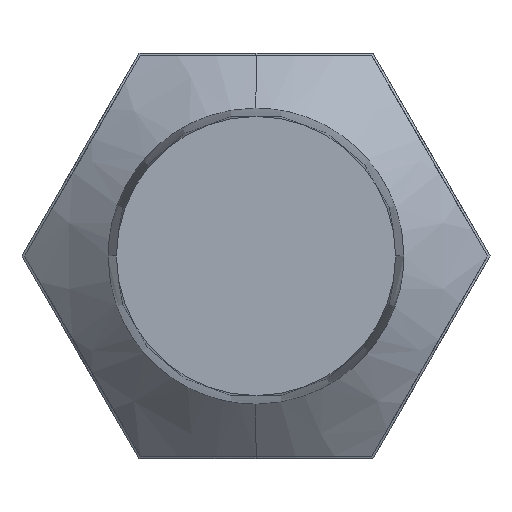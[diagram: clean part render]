
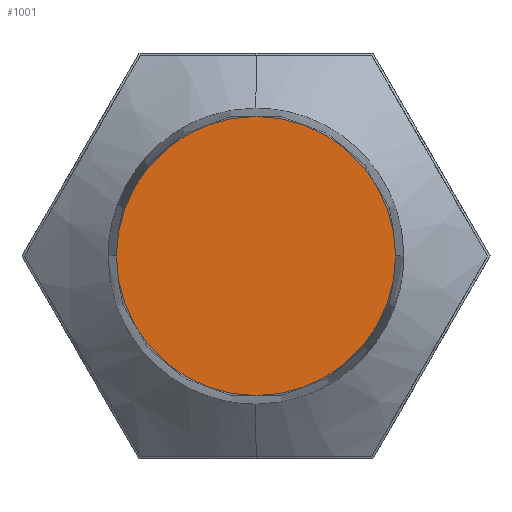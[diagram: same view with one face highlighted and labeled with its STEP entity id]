
A CAD part, front view. The second image highlights one B-rep face of the part: STEP entity #1001.
In plain terms, the highlighted planar face has unit normal (0, -1, 0).
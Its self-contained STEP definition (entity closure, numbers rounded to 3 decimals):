
#17 = ORIENTED_EDGE ( 'NONE', *, *, #622, .T. ) ;
#118 = CIRCLE ( 'NONE', #605, 7.654 ) ;
#124 = CIRCLE ( 'NONE', #569, 7.654 ) ;
#186 = ORIENTED_EDGE ( 'NONE', *, *, #562, .T. ) ;
#222 = VERTEX_POINT ( 'NONE', #1558 ) ;
#338 = EDGE_LOOP ( 'NONE', ( #17, #186 ) ) ;
#373 = VERTEX_POINT ( 'NONE', #1698 ) ;
#473 = AXIS2_PLACEMENT_3D ( 'NONE', #1154, #1153, #1152 ) ;
#562 = EDGE_CURVE ( 'NONE', #373, #222, #124, .T. ) ;
#569 = AXIS2_PLACEMENT_3D ( 'NONE', #1711, #1706, #1755 ) ;
#605 = AXIS2_PLACEMENT_3D ( 'NONE', #1812, #1811, #1810 ) ;
#622 = EDGE_CURVE ( 'NONE', #222, #373, #118, .T. ) ;
#806 = FACE_OUTER_BOUND ( 'NONE', #338, .T. ) ;
#1001 = ADVANCED_FACE ( 'NONE', ( #806 ), #1165, .F. ) ;
#1152 = DIRECTION ( 'NONE',  ( -1., 0., 0. ) ) ;
#1153 = DIRECTION ( 'NONE',  ( 0., 1., 0. ) ) ;
#1154 = CARTESIAN_POINT ( 'NONE',  ( 0., -62.865, 0. ) ) ;
#1165 = PLANE ( 'NONE',  #473 ) ;
#1558 = CARTESIAN_POINT ( 'NONE',  ( -7.654, -62.865, 0. ) ) ;
#1698 = CARTESIAN_POINT ( 'NONE',  ( 7.654, -62.865, 0. ) ) ;
#1706 = DIRECTION ( 'NONE',  ( 0., -1., 0. ) ) ;
#1711 = CARTESIAN_POINT ( 'NONE',  ( 0., -62.865, 0. ) ) ;
#1755 = DIRECTION ( 'NONE',  ( 1., 0., 0. ) ) ;
#1810 = DIRECTION ( 'NONE',  ( 1., 0., 0. ) ) ;
#1811 = DIRECTION ( 'NONE',  ( 0., -1., 0. ) ) ;
#1812 = CARTESIAN_POINT ( 'NONE',  ( 0., -62.865, 0. ) ) ;
